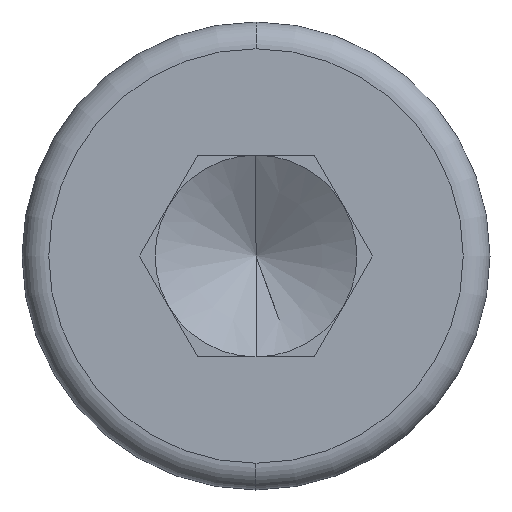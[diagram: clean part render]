
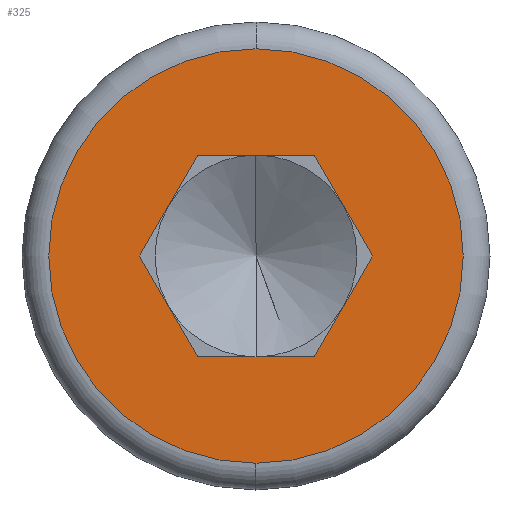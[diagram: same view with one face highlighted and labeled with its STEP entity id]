
A CAD part, left-side view. The second image highlights one B-rep face of the part: STEP entity #325.
In plain terms, the highlighted planar face has unit normal (-1, 0, 0).
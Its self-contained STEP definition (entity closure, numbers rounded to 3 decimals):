
#40 = VERTEX_POINT ( 'NONE', #105 ) ;
#42 = CARTESIAN_POINT ( 'NONE',  ( 0., -0.872, -1.51 ) ) ;
#49 = LINE ( 'NONE', #233, #212 ) ;
#54 = DIRECTION ( 'NONE',  ( 0., -1., 0. ) ) ;
#77 = EDGE_CURVE ( 'NONE', #245, #40, #49, .T. ) ;
#104 = EDGE_LOOP ( 'NONE', ( #158, #483, #416, #482, #616, #749 ) ) ;
#105 = CARTESIAN_POINT ( 'NONE',  ( 0., 0.872, 1.51 ) ) ;
#121 = ORIENTED_EDGE ( 'NONE', *, *, #587, .T. ) ;
#128 = VECTOR ( 'NONE', #54, 1000. ) ;
#146 = DIRECTION ( 'NONE',  ( -1., 0., 0. ) ) ;
#158 = ORIENTED_EDGE ( 'NONE', *, *, #664, .T. ) ;
#165 = PLANE ( 'NONE',  #693 ) ;
#170 = VERTEX_POINT ( 'NONE', #612 ) ;
#212 = VECTOR ( 'NONE', #364, 1000. ) ;
#233 = CARTESIAN_POINT ( 'NONE',  ( 0., -0.872, 1.51 ) ) ;
#236 = DIRECTION ( 'NONE',  ( 0., 0., 1. ) ) ;
#241 = DIRECTION ( 'NONE',  ( -1., 0., 0. ) ) ;
#245 = VERTEX_POINT ( 'NONE', #261 ) ;
#261 = CARTESIAN_POINT ( 'NONE',  ( 0., -0.872, 1.51 ) ) ;
#280 = CIRCLE ( 'NONE', #406, 3.1 ) ;
#325 = ADVANCED_FACE ( 'NONE', ( #816, #368 ), #165, .T. ) ;
#329 = EDGE_CURVE ( 'NONE', #438, #657, #372, .T. ) ;
#340 = ORIENTED_EDGE ( 'NONE', *, *, #654, .T. ) ;
#343 = VECTOR ( 'NONE', #579, 1000. ) ;
#346 = CARTESIAN_POINT ( 'NONE',  ( 0., 0., 0. ) ) ;
#353 = CARTESIAN_POINT ( 'NONE',  ( 0., 1.744, 0. ) ) ;
#356 = EDGE_CURVE ( 'NONE', #245, #737, #386, .T. ) ;
#360 = DIRECTION ( 'NONE',  ( 0., -0.5, -0.866 ) ) ;
#364 = DIRECTION ( 'NONE',  ( 0., 1., 0. ) ) ;
#366 = LINE ( 'NONE', #353, #387 ) ;
#368 = FACE_OUTER_BOUND ( 'NONE', #570, .T. ) ;
#372 = LINE ( 'NONE', #754, #128 ) ;
#386 = LINE ( 'NONE', #779, #670 ) ;
#387 = VECTOR ( 'NONE', #605, 1000. ) ;
#388 = LINE ( 'NONE', #696, #343 ) ;
#392 = DIRECTION ( 'NONE',  ( 0., -0.5, -0.866 ) ) ;
#406 = AXIS2_PLACEMENT_3D ( 'NONE', #806, #752, #665 ) ;
#416 = ORIENTED_EDGE ( 'NONE', *, *, #356, .T. ) ;
#434 = CARTESIAN_POINT ( 'NONE',  ( 0., 0., 0. ) ) ;
#438 = VERTEX_POINT ( 'NONE', #511 ) ;
#482 = ORIENTED_EDGE ( 'NONE', *, *, #756, .T. ) ;
#483 = ORIENTED_EDGE ( 'NONE', *, *, #77, .F. ) ;
#511 = CARTESIAN_POINT ( 'NONE',  ( 0., 0.872, -1.51 ) ) ;
#545 = LINE ( 'NONE', #742, #619 ) ;
#566 = CARTESIAN_POINT ( 'NONE',  ( 0., 0., -3.1 ) ) ;
#570 = EDGE_LOOP ( 'NONE', ( #340, #121 ) ) ;
#579 = DIRECTION ( 'NONE',  ( 0., 0.5, -0.866 ) ) ;
#587 = EDGE_CURVE ( 'NONE', #791, #170, #648, .T. ) ;
#601 = VERTEX_POINT ( 'NONE', #798 ) ;
#605 = DIRECTION ( 'NONE',  ( 0., -0.5, 0.866 ) ) ;
#606 = AXIS2_PLACEMENT_3D ( 'NONE', #346, #146, #723 ) ;
#612 = CARTESIAN_POINT ( 'NONE',  ( 0., 0., 3.1 ) ) ;
#616 = ORIENTED_EDGE ( 'NONE', *, *, #329, .F. ) ;
#619 = VECTOR ( 'NONE', #360, 1000. ) ;
#633 = CARTESIAN_POINT ( 'NONE',  ( 0., -1.744, 0. ) ) ;
#648 = CIRCLE ( 'NONE', #606, 3.1 ) ;
#654 = EDGE_CURVE ( 'NONE', #170, #791, #280, .T. ) ;
#657 = VERTEX_POINT ( 'NONE', #42 ) ;
#664 = EDGE_CURVE ( 'NONE', #601, #40, #366, .T. ) ;
#665 = DIRECTION ( 'NONE',  ( 0., 0., 1. ) ) ;
#670 = VECTOR ( 'NONE', #392, 1000. ) ;
#673 = EDGE_CURVE ( 'NONE', #601, #438, #545, .T. ) ;
#693 = AXIS2_PLACEMENT_3D ( 'NONE', #434, #241, #236 ) ;
#696 = CARTESIAN_POINT ( 'NONE',  ( 0., -1.744, 0. ) ) ;
#723 = DIRECTION ( 'NONE',  ( 0., 0., 1. ) ) ;
#737 = VERTEX_POINT ( 'NONE', #633 ) ;
#742 = CARTESIAN_POINT ( 'NONE',  ( 0., 1.744, 0. ) ) ;
#749 = ORIENTED_EDGE ( 'NONE', *, *, #673, .F. ) ;
#752 = DIRECTION ( 'NONE',  ( -1., 0., 0. ) ) ;
#754 = CARTESIAN_POINT ( 'NONE',  ( 0., 0.872, -1.51 ) ) ;
#756 = EDGE_CURVE ( 'NONE', #737, #657, #388, .T. ) ;
#779 = CARTESIAN_POINT ( 'NONE',  ( 0., -0.872, 1.51 ) ) ;
#791 = VERTEX_POINT ( 'NONE', #566 ) ;
#798 = CARTESIAN_POINT ( 'NONE',  ( 0., 1.744, 0. ) ) ;
#806 = CARTESIAN_POINT ( 'NONE',  ( 0., 0., 0. ) ) ;
#816 = FACE_BOUND ( 'NONE', #104, .T. ) ;
